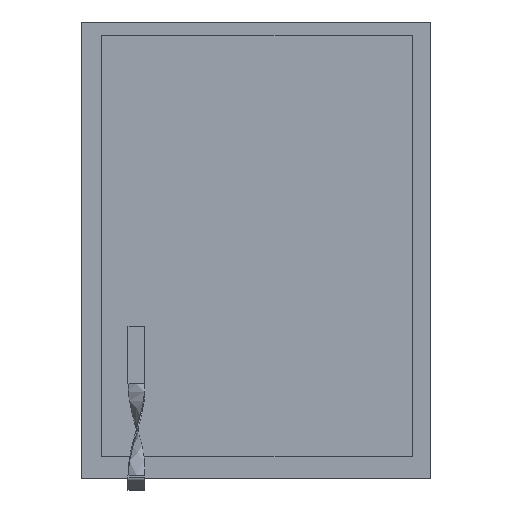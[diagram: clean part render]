
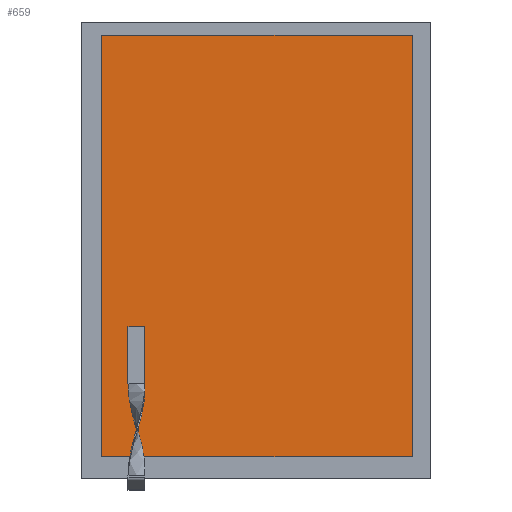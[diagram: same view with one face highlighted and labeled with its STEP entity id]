
A CAD part, top view. The second image highlights one B-rep face of the part: STEP entity #659.
In plain terms, the highlighted planar face has unit normal (0, 0, 1).
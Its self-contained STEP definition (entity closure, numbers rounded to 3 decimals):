
#55=FACE_OUTER_BOUND('',#95,.T.);
#95=EDGE_LOOP('',(#495,#496,#497,#498));
#145=LINE('',#965,#225);
#148=LINE('',#971,#228);
#151=LINE('',#977,#231);
#154=LINE('',#981,#234);
#225=VECTOR('',#791,10.);
#228=VECTOR('',#796,10.);
#231=VECTOR('',#801,10.);
#234=VECTOR('',#806,10.);
#297=VERTEX_POINT('',#962);
#298=VERTEX_POINT('',#964);
#300=VERTEX_POINT('',#970);
#302=VERTEX_POINT('',#976);
#365=EDGE_CURVE('',#298,#297,#145,.T.);
#368=EDGE_CURVE('',#300,#298,#148,.T.);
#371=EDGE_CURVE('',#302,#300,#151,.T.);
#374=EDGE_CURVE('',#297,#302,#154,.T.);
#495=ORIENTED_EDGE('',*,*,#374,.T.);
#496=ORIENTED_EDGE('',*,*,#371,.T.);
#497=ORIENTED_EDGE('',*,*,#368,.T.);
#498=ORIENTED_EDGE('',*,*,#365,.T.);
#629=PLANE('',#713);
#659=ADVANCED_FACE('',(#55),#629,.T.);
#713=AXIS2_PLACEMENT_3D('',#982,#807,#808);
#791=DIRECTION('',(-1.,0.,0.));
#796=DIRECTION('',(0.,1.,0.));
#801=DIRECTION('',(1.,0.,0.));
#806=DIRECTION('',(0.,-1.,0.));
#807=DIRECTION('center_axis',(0.,0.,1.));
#808=DIRECTION('ref_axis',(1.,0.,0.));
#962=CARTESIAN_POINT('',(3.332,97.971,1.5));
#964=CARTESIAN_POINT('',(52.332,97.971,1.5));
#965=CARTESIAN_POINT('',(3.332,97.971,1.5));
#970=CARTESIAN_POINT('',(52.332,31.571,1.5));
#971=CARTESIAN_POINT('',(52.332,97.971,1.5));
#976=CARTESIAN_POINT('',(3.332,31.571,1.5));
#977=CARTESIAN_POINT('',(52.332,31.571,1.5));
#981=CARTESIAN_POINT('',(3.332,31.571,1.5));
#982=CARTESIAN_POINT('Origin',(27.832,64.771,1.5));
